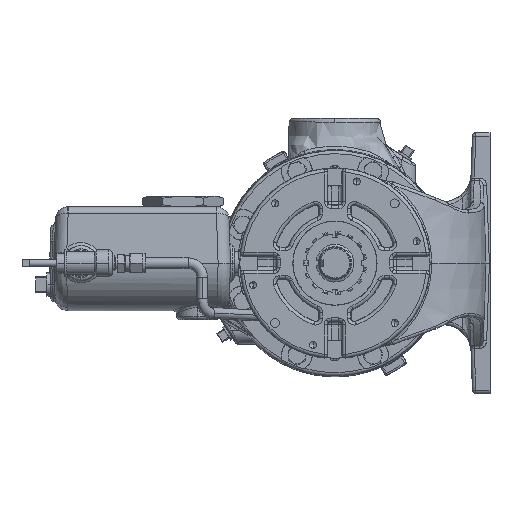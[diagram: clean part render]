
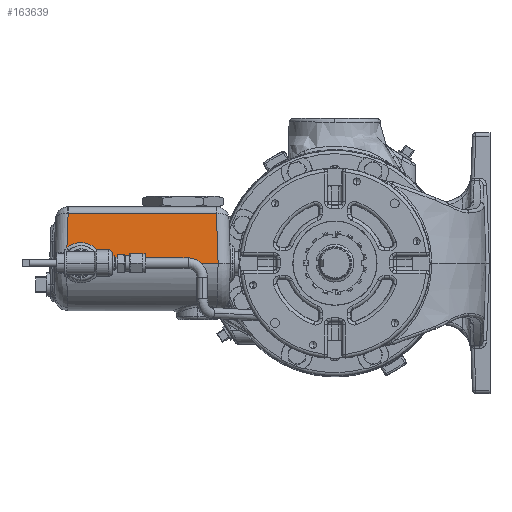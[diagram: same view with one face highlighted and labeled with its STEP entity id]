
A CAD part, left-side view. The second image highlights one B-rep face of the part: STEP entity #163639.
In plain terms, the highlighted planar face has unit normal (-0.996, 0, 0.093).
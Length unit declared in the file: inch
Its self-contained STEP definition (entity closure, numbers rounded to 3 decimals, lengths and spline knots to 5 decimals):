
#1172 = CARTESIAN_POINT ( 'NONE',  ( -5.63655, 9.50546, 0.54348 ) ) ;
#2836 = ORIENTED_EDGE ( 'NONE', *, *, #130026, .T. ) ;
#5402 = LINE ( 'NONE', #17249, #118312 ) ;
#9836 = CARTESIAN_POINT ( 'NONE',  ( -5.52125, 4.20404, 1.77334 ) ) ;
#12999 = B_SPLINE_CURVE_WITH_KNOTS ( 'NONE', 3,
 ( #132306, #109538, #176595, #290202 ),
 .UNSPECIFIED., .F., .F.,
 ( 4, 4 ),
 ( 0., 0.00004 ),
 .UNSPECIFIED. ) ;
#17249 = CARTESIAN_POINT ( 'NONE',  ( -5.66863, 4.14914, 0.20127 ) ) ;
#22573 = ORIENTED_EDGE ( 'NONE', *, *, #164300, .T. ) ;
#23459 = CARTESIAN_POINT ( 'NONE',  ( -5.6875, 8.26314, 0. ) ) ;
#32952 = CARTESIAN_POINT ( 'NONE',  ( -5.52125, 9.46251, 1.77334 ) ) ;
#35473 = DIRECTION ( 'NONE',  ( 0.996, 0., -0.093 ) ) ;
#38536 = ORIENTED_EDGE ( 'NONE', *, *, #227748, .T. ) ;
#51495 = EDGE_CURVE ( 'NONE', #126786, #159935, #12999, .T. ) ;
#54178 = LINE ( 'NONE', #141728, #61278 ) ;
#61278 = VECTOR ( 'NONE', #230689, 39.37008 ) ;
#66725 = CARTESIAN_POINT ( 'NONE',  ( -5.52125, 9.96327, 1.77334 ) ) ;
#69138 = CARTESIAN_POINT ( 'NONE',  ( -5.59015, 8.95352, 1.03837 ) ) ;
#73971 = FACE_OUTER_BOUND ( 'NONE', #230118, .T. ) ;
#75086 = CARTESIAN_POINT ( 'NONE',  ( -5.6875, 8.26312, 0. ) ) ;
#91784 = CARTESIAN_POINT ( 'NONE',  ( -5.61801, 8.27435, 0.74124 ) ) ;
#92512 = EDGE_CURVE ( 'NONE', #207168, #126786, #263086, .T. ) ;
#101754 = EDGE_CURVE ( 'NONE', #133017, #251427, #168683, .T. ) ;
#102801 = CARTESIAN_POINT ( 'NONE',  ( -5.63655, 9.50546, 0.54348 ) ) ;
#109538 = CARTESIAN_POINT ( 'NONE',  ( -5.6875, 4.14307, 0. ) ) ;
#111002 = AXIS2_PLACEMENT_3D ( 'NONE', #236913, #35473, #193288 ) ;
#112194 = CARTESIAN_POINT ( 'NONE',  ( -5.6875, 8.2632, 0. ) ) ;
#118312 = VECTOR ( 'NONE', #152284, 39.37008 ) ;
#123983 = ORIENTED_EDGE ( 'NONE', *, *, #101754, .T. ) ;
#126786 = VERTEX_POINT ( 'NONE', #136284 ) ;
#130026 = EDGE_CURVE ( 'NONE', #228816, #159966, #230578, .T. ) ;
#132306 = CARTESIAN_POINT ( 'NONE',  ( -5.6875, 4.14354, 0. ) ) ;
#133017 = VERTEX_POINT ( 'NONE', #9836 ) ;
#135799 = EDGE_CURVE ( 'NONE', #159935, #133017, #5402, .T. ) ;
#136284 = CARTESIAN_POINT ( 'NONE',  ( -5.6875, 4.14354, 0. ) ) ;
#141728 = CARTESIAN_POINT ( 'NONE',  ( -5.68892, 9.52497, -0.01517 ) ) ;
#152284 = DIRECTION ( 'NONE',  ( 0.093, 0.035, 0.995 ) ) ;
#157563 = CARTESIAN_POINT ( 'NONE',  ( -5.6875, 8.26317, 0. ) ) ;
#159935 = VERTEX_POINT ( 'NONE', #233192 ) ;
#159966 = VERTEX_POINT ( 'NONE', #209427 ) ;
#160276 = ORIENTED_EDGE ( 'NONE', *, *, #51495, .T. ) ;
#163639 = ADVANCED_FACE ( 'NONE', ( #73971 ), #283170, .F. ) ;
#164300 = EDGE_CURVE ( 'NONE', #159966, #207168, #217797, .T. ) ;
#168683 = LINE ( 'NONE', #66725, #274774 ) ;
#173237 = DIRECTION ( 'NONE',  ( 0., -1., 0. ) ) ;
#176595 = CARTESIAN_POINT ( 'NONE',  ( -5.6875, 4.14259, 0.00001 ) ) ;
#181225 = CARTESIAN_POINT ( 'NONE',  ( -5.6875, 8.26312, 0. ) ) ;
#193288 = DIRECTION ( 'NONE',  ( -0.093, 0., -0.996 ) ) ;
#202947 = VECTOR ( 'NONE', #173237, 39.37008 ) ;
#207168 = VERTEX_POINT ( 'NONE', #75086 ) ;
#207603 = ORIENTED_EDGE ( 'NONE', *, *, #135799, .T. ) ;
#209427 = CARTESIAN_POINT ( 'NONE',  ( -5.6875, 8.2632, 0. ) ) ;
#217797 = B_SPLINE_CURVE_WITH_KNOTS ( 'NONE', 3,
 ( #112194, #157563, #23459, #181225 ),
 .UNSPECIFIED., .F., .F.,
 ( 4, 4 ),
 ( 0., 0. ),
 .UNSPECIFIED. ) ;
#224646 = DIRECTION ( 'NONE',  ( 0., 1., 0. ) ) ;
#227748 = EDGE_CURVE ( 'NONE', #251427, #228816, #54178, .T. ) ;
#228816 = VERTEX_POINT ( 'NONE', #102801 ) ;
#230118 = EDGE_LOOP ( 'NONE', ( #38536, #2836, #22573, #275811, #160276, #207603, #123983 ) ) ;
#230578 =( BOUNDED_CURVE ( )  B_SPLINE_CURVE ( 3, ( #1172, #69138, #91784, #249794 ),
 .UNSPECIFIED., .F., .F. ) 
 B_SPLINE_CURVE_WITH_KNOTS ( ( 4, 4 ),
 ( 2.41064, 4.69735 ),
 .UNSPECIFIED. ) 
 CURVE ( )  GEOMETRIC_REPRESENTATION_ITEM ( )  RATIONAL_B_SPLINE_CURVE ( ( 1., 0.61, 0.61, 1. ) ) 
 REPRESENTATION_ITEM ( '' )  );
#230689 = DIRECTION ( 'NONE',  ( -0.093, 0.035, -0.995 ) ) ;
#233192 = CARTESIAN_POINT ( 'NONE',  ( -5.6875, 4.14211, 0.00002 ) ) ;
#236913 = CARTESIAN_POINT ( 'NONE',  ( -5.6875, 9.96327, 0. ) ) ;
#249794 = CARTESIAN_POINT ( 'NONE',  ( -5.6875, 8.2632, 0. ) ) ;
#251427 = VERTEX_POINT ( 'NONE', #32952 ) ;
#263086 = LINE ( 'NONE', #266516, #202947 ) ;
#266516 = CARTESIAN_POINT ( 'NONE',  ( -5.6875, 9.96327, 0. ) ) ;
#274774 = VECTOR ( 'NONE', #224646, 39.37008 ) ;
#275811 = ORIENTED_EDGE ( 'NONE', *, *, #92512, .T. ) ;
#283170 = PLANE ( 'NONE',  #111002 ) ;
#290202 = CARTESIAN_POINT ( 'NONE',  ( -5.6875, 4.14211, 0.00002 ) ) ;
